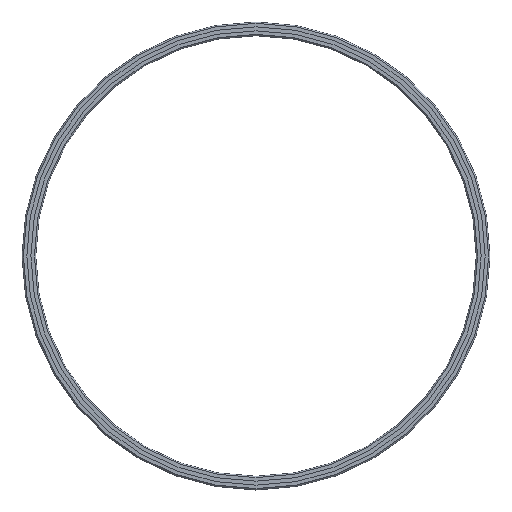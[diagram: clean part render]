
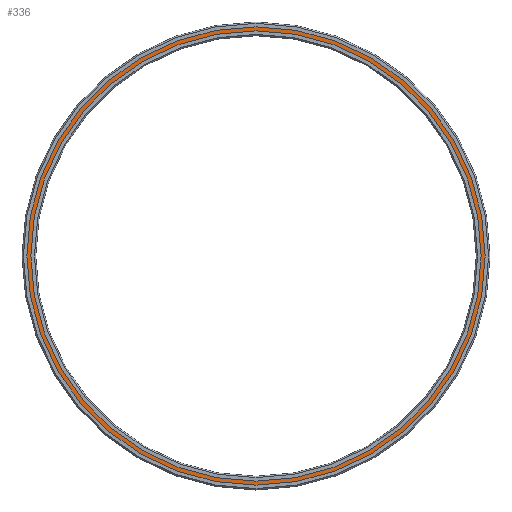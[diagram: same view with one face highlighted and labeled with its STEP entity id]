
A CAD part, top view. The second image highlights one B-rep face of the part: STEP entity #336.
In plain terms, the highlighted planar face has unit normal (0, 0, 1).
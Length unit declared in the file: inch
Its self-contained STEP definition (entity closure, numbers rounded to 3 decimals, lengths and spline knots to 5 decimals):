
#20 = DIRECTION ( 'NONE',  ( 1., 0., 0. ) ) ;
#45 = AXIS2_PLACEMENT_3D ( 'NONE', #442, #668, #280 ) ;
#99 = EDGE_LOOP ( 'NONE', ( #552, #734 ) ) ;
#107 = EDGE_CURVE ( 'NONE', #456, #479, #736, .T. ) ;
#118 = DIRECTION ( 'NONE',  ( 0., 0., 1. ) ) ;
#135 = CIRCLE ( 'NONE', #157, 4.162 ) ;
#142 = DIRECTION ( 'NONE',  ( 0., 0., 1. ) ) ;
#157 = AXIS2_PLACEMENT_3D ( 'NONE', #652, #142, #542 ) ;
#185 = CARTESIAN_POINT ( 'NONE',  ( -4.089, 0., 0.103 ) ) ;
#193 = CIRCLE ( 'NONE', #472, 4.089 ) ;
#194 = CIRCLE ( 'NONE', #450, 4.162 ) ;
#207 = VERTEX_POINT ( 'NONE', #594 ) ;
#220 = PLANE ( 'NONE',  #45 ) ;
#225 = EDGE_LOOP ( 'NONE', ( #714, #358 ) ) ;
#266 = FACE_BOUND ( 'NONE', #225, .T. ) ;
#280 = DIRECTION ( 'NONE',  ( 1., 0., 0. ) ) ;
#336 = ADVANCED_FACE ( 'NONE', ( #266, #715 ), #220, .T. ) ;
#348 = DIRECTION ( 'NONE',  ( 1., 0., 0. ) ) ;
#358 = ORIENTED_EDGE ( 'NONE', *, *, #411, .F. ) ;
#389 = CARTESIAN_POINT ( 'NONE',  ( 0., 0., 0.103 ) ) ;
#411 = EDGE_CURVE ( 'NONE', #479, #456, #193, .T. ) ;
#422 = CARTESIAN_POINT ( 'NONE',  ( 0., 0., 0.103 ) ) ;
#442 = CARTESIAN_POINT ( 'NONE',  ( 0., 0., 0.103 ) ) ;
#450 = AXIS2_PLACEMENT_3D ( 'NONE', #422, #649, #20 ) ;
#456 = VERTEX_POINT ( 'NONE', #582 ) ;
#472 = AXIS2_PLACEMENT_3D ( 'NONE', #727, #573, #681 ) ;
#478 = CARTESIAN_POINT ( 'NONE',  ( 4.162, 0., 0.103 ) ) ;
#479 = VERTEX_POINT ( 'NONE', #185 ) ;
#535 = AXIS2_PLACEMENT_3D ( 'NONE', #389, #118, #348 ) ;
#542 = DIRECTION ( 'NONE',  ( 1., 0., 0. ) ) ;
#552 = ORIENTED_EDGE ( 'NONE', *, *, #671, .T. ) ;
#573 = DIRECTION ( 'NONE',  ( 0., 0., 1. ) ) ;
#582 = CARTESIAN_POINT ( 'NONE',  ( 4.089, 0., 0.103 ) ) ;
#594 = CARTESIAN_POINT ( 'NONE',  ( -4.162, 0., 0.103 ) ) ;
#649 = DIRECTION ( 'NONE',  ( 0., 0., 1. ) ) ;
#652 = CARTESIAN_POINT ( 'NONE',  ( 0., 0., 0.103 ) ) ;
#668 = DIRECTION ( 'NONE',  ( 0., 0., 1. ) ) ;
#671 = EDGE_CURVE ( 'NONE', #684, #207, #194, .T. ) ;
#681 = DIRECTION ( 'NONE',  ( 1., 0., 0. ) ) ;
#684 = VERTEX_POINT ( 'NONE', #478 ) ;
#699 = EDGE_CURVE ( 'NONE', #207, #684, #135, .T. ) ;
#714 = ORIENTED_EDGE ( 'NONE', *, *, #107, .F. ) ;
#715 = FACE_OUTER_BOUND ( 'NONE', #99, .T. ) ;
#727 = CARTESIAN_POINT ( 'NONE',  ( 0., 0., 0.103 ) ) ;
#734 = ORIENTED_EDGE ( 'NONE', *, *, #699, .T. ) ;
#736 = CIRCLE ( 'NONE', #535, 4.089 ) ;
